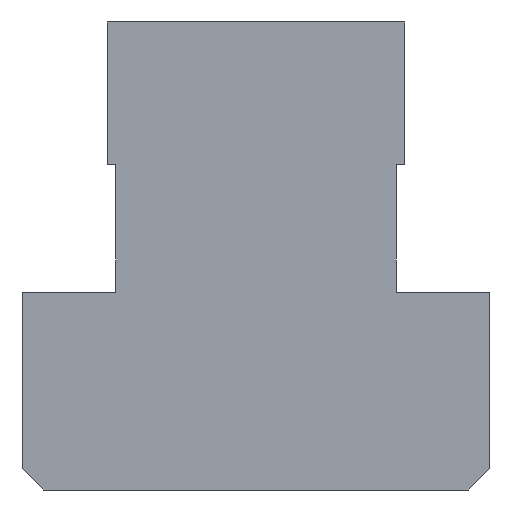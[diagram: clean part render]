
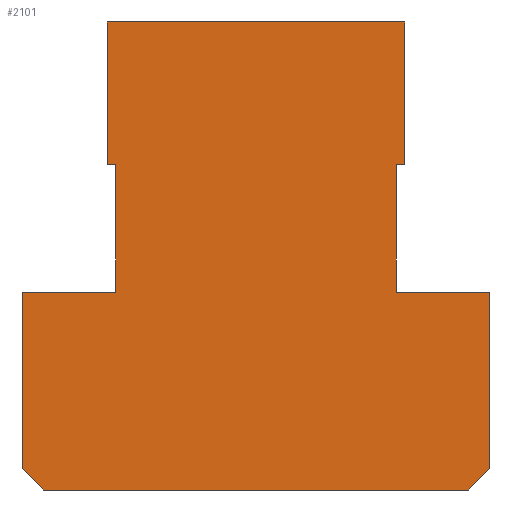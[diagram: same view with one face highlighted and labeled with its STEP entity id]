
A CAD part, front view. The second image highlights one B-rep face of the part: STEP entity #2101.
In plain terms, the highlighted planar face has unit normal (0, -1, 0).
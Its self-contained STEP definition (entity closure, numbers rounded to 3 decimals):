
#1843=EDGE_CURVE('',#5157,#5209,#5468,.T.);
#1933=EDGE_CURVE('',#3829,#2817,#5569,.T.);
#1995=EDGE_CURVE('',#2817,#3421,#5639,.T.);
#2101=ADVANCED_FACE('',(#5756),#5757,.T.);
#2349=EDGE_CURVE('',#5135,#3829,#6030,.T.);
#2397=VERTEX_POINT('',#6087);
#2561=VERTEX_POINT('',#6273);
#2617=EDGE_CURVE('',#3715,#3359,#6333,.T.);
#2697=VERTEX_POINT('',#6417);
#2789=EDGE_CURVE('',#5209,#2561,#6525,.T.);
#2817=VERTEX_POINT('',#6554);
#2989=EDGE_CURVE('',#3407,#3715,#6746,.T.);
#3057=EDGE_CURVE('',#3359,#5157,#6823,.T.);
#3307=EDGE_CURVE('',#2397,#3545,#7104,.T.);
#3359=VERTEX_POINT('',#7163);
#3407=VERTEX_POINT('',#7217);
#3421=VERTEX_POINT('',#7234);
#3545=VERTEX_POINT('',#7377);
#3633=VERTEX_POINT('',#7479);
#3715=VERTEX_POINT('',#7574);
#3823=EDGE_CURVE('',#3421,#3407,#7694,.T.);
#3829=VERTEX_POINT('',#7700);
#3869=EDGE_CURVE('',#3545,#3633,#7745,.T.);
#4413=EDGE_CURVE('',#2697,#5135,#8361,.T.);
#4639=EDGE_CURVE('',#2561,#2397,#8612,.T.);
#5135=VERTEX_POINT('',#9167);
#5157=VERTEX_POINT('',#9193);
#5209=VERTEX_POINT('',#9252);
#5215=EDGE_CURVE('',#3633,#2697,#9259,.T.);
#5468=LINE('',#9537,#9538);
#5569=LINE('',#9681,#9682);
#5639=LINE('',#9775,#9776);
#5756=FACE_OUTER_BOUND('',#9932,.T.);
#5757=PLANE('',#9933);
#6030=LINE('',#10286,#10287);
#6087=CARTESIAN_POINT('',(-6.6,-28.0,0.));
#6273=CARTESIAN_POINT('',(-11.0,-28.0,0.));
#6333=LINE('',#10672,#10673);
#6417=CARTESIAN_POINT('',(-7.0,-28.0,12.7));
#6525=LINE('',#10924,#10925);
#6554=CARTESIAN_POINT('',(6.6,-28.0,6.0));
#6746=LINE('',#11218,#11219);
#6823=LINE('',#11318,#11319);
#7104=LINE('',#11677,#11678);
#7163=CARTESIAN_POINT('',(10.0,-28.0,-9.3));
#7217=CARTESIAN_POINT('',(11.0,-28.0,0.0));
#7234=CARTESIAN_POINT('',(6.6,-28.0,0.0));
#7377=CARTESIAN_POINT('',(-6.6,-28.0,6.));
#7479=CARTESIAN_POINT('',(-7.0,-28.0,6.));
#7574=CARTESIAN_POINT('',(11.0,-28.0,-8.3));
#7694=LINE('',#12412,#12413);
#7700=CARTESIAN_POINT('',(7.0,-28.0,6.0));
#7745=LINE('',#12477,#12478);
#8361=LINE('',#13269,#13270);
#8612=LINE('',#13600,#13601);
#9167=CARTESIAN_POINT('',(7.0,-28.0,12.7));
#9193=CARTESIAN_POINT('',(-10.0,-28.0,-9.3));
#9252=CARTESIAN_POINT('',(-11.0,-28.0,-8.3));
#9259=LINE('',#14445,#14446);
#9537=CARTESIAN_POINT('',(-11.0,-28.0,-8.3));
#9538=VECTOR('',#14795,1.0);
#9681=CARTESIAN_POINT('',(6.6,-28.0,6.0));
#9682=VECTOR('',#14937,1.0);
#9775=CARTESIAN_POINT('',(6.6,-28.0,0.0));
#9776=VECTOR('',#15043,1.0);
#9932=EDGE_LOOP('',(#15200,#15201,#15202,#15203,#15204,#15205,#15206,#15207,#15208,#15209,#15210,#15211,#15212,#15213));
#9933=AXIS2_PLACEMENT_3D('',#15214,#15215,#15216);
#10286=CARTESIAN_POINT('',(7.0,-28.0,6.0));
#10287=VECTOR('',#15564,1.0);
#10672=CARTESIAN_POINT('',(10.0,-28.0,-9.3));
#10673=VECTOR('',#15994,1.0);
#10924=CARTESIAN_POINT('',(-11.0,-28.0,0.));
#10925=VECTOR('',#16254,1.0);
#11218=CARTESIAN_POINT('',(11.0,-28.0,-8.3));
#11219=VECTOR('',#16551,1.0);
#11318=CARTESIAN_POINT('',(-10.0,-28.0,-9.3));
#11319=VECTOR('',#16662,1.0);
#11677=CARTESIAN_POINT('',(-6.6,-28.0,6.));
#11678=VECTOR('',#17029,1.0);
#12412=CARTESIAN_POINT('',(11.0,-28.0,0.0));
#12413=VECTOR('',#17911,1.0);
#12477=CARTESIAN_POINT('',(-7.0,-28.0,6.));
#12478=VECTOR('',#17978,1.0);
#13269=CARTESIAN_POINT('',(7.0,-28.0,12.7));
#13270=VECTOR('',#18854,1.0);
#13600=CARTESIAN_POINT('',(-6.6,-28.0,0.));
#13601=VECTOR('',#19199,1.0);
#14445=CARTESIAN_POINT('',(-7.0,-28.0,12.7));
#14446=VECTOR('',#20086,1.0);
#14795=DIRECTION('',(-0.707,0.,0.707));
#14937=DIRECTION('',(-1.0,0.0,0.0));
#15043=DIRECTION('',(0.0,0.,-1.0));
#15200=ORIENTED_EDGE('',*,*,#2617,.F.);
#15201=ORIENTED_EDGE('',*,*,#2989,.F.);
#15202=ORIENTED_EDGE('',*,*,#3823,.F.);
#15203=ORIENTED_EDGE('',*,*,#1995,.F.);
#15204=ORIENTED_EDGE('',*,*,#1933,.F.);
#15205=ORIENTED_EDGE('',*,*,#2349,.F.);
#15206=ORIENTED_EDGE('',*,*,#4413,.F.);
#15207=ORIENTED_EDGE('',*,*,#5215,.F.);
#15208=ORIENTED_EDGE('',*,*,#3869,.F.);
#15209=ORIENTED_EDGE('',*,*,#3307,.F.);
#15210=ORIENTED_EDGE('',*,*,#4639,.F.);
#15211=ORIENTED_EDGE('',*,*,#2789,.F.);
#15212=ORIENTED_EDGE('',*,*,#1843,.F.);
#15213=ORIENTED_EDGE('',*,*,#3057,.F.);
#15214=CARTESIAN_POINT('',(0.0,-28.0,0.725));
#15215=DIRECTION('',(0.0,-1.0,0.));
#15216=DIRECTION('',(1.0,0.0,0.0));
#15564=DIRECTION('',(0.0,0.,-1.0));
#15994=DIRECTION('',(-0.707,0.,-0.707));
#16254=DIRECTION('',(0.0,0.,1.0));
#16551=DIRECTION('',(0.0,0.,-1.0));
#16662=DIRECTION('',(-1.0,0.0,0.0));
#17029=DIRECTION('',(0.0,0.,1.0));
#17911=DIRECTION('',(1.0,0.0,0.0));
#17978=DIRECTION('',(-1.0,0.0,0.0));
#18854=DIRECTION('',(1.0,0.0,0.0));
#19199=DIRECTION('',(1.0,0.0,0.0));
#20086=DIRECTION('',(0.0,0.,1.0));
